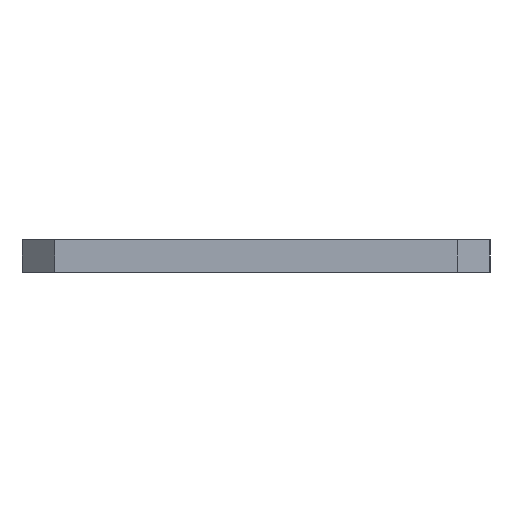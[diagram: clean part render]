
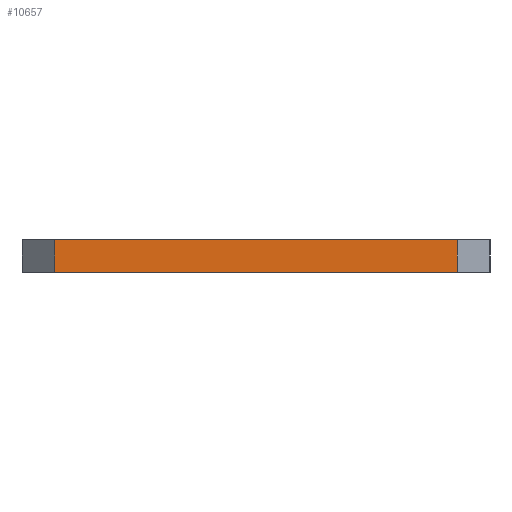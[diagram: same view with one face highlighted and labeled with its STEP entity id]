
A CAD part, left-side view. The second image highlights one B-rep face of the part: STEP entity #10657.
In plain terms, the highlighted planar face has unit normal (-1, 0, 0).
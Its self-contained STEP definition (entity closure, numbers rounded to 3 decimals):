
#509 = AXIS2_PLACEMENT_3D ( 'NONE', #7028, #10360, #3699 ) ;
#922 = DIRECTION ( 'NONE',  ( 0., 0., -1. ) ) ;
#994 = DIRECTION ( 'NONE',  ( 0., 0., 1. ) ) ;
#1053 = VECTOR ( 'NONE', #3750, 1000. ) ;
#1416 = VERTEX_POINT ( 'NONE', #11893 ) ;
#1511 = LINE ( 'NONE', #8759, #8122 ) ;
#2403 = CARTESIAN_POINT ( 'NONE',  ( 0., 66.16, 0. ) ) ;
#2580 = PLANE ( 'NONE',  #509 ) ;
#3203 = VERTEX_POINT ( 'NONE', #13817 ) ;
#3699 = DIRECTION ( 'NONE',  ( 0., 0., -1. ) ) ;
#3750 = DIRECTION ( 'NONE',  ( 0., -1., 0. ) ) ;
#3752 = DIRECTION ( 'NONE',  ( 0., -1., 0. ) ) ;
#3816 = ORIENTED_EDGE ( 'NONE', *, *, #8023, .T. ) ;
#3980 = LINE ( 'NONE', #4830, #1053 ) ;
#4380 = LINE ( 'NONE', #11557, #10288 ) ;
#4667 = VECTOR ( 'NONE', #922, 1000. ) ;
#4830 = CARTESIAN_POINT ( 'NONE',  ( 0., 0., 5. ) ) ;
#5292 = EDGE_CURVE ( 'NONE', #12724, #1416, #4380, .T. ) ;
#5348 = CARTESIAN_POINT ( 'NONE',  ( 0., 66.16, 5. ) ) ;
#6059 = FACE_OUTER_BOUND ( 'NONE', #9781, .T. ) ;
#6760 = ORIENTED_EDGE ( 'NONE', *, *, #14268, .F. ) ;
#7028 = CARTESIAN_POINT ( 'NONE',  ( 0., 0., 5. ) ) ;
#7328 = CARTESIAN_POINT ( 'NONE',  ( 0., 66.16, 5. ) ) ;
#7480 = EDGE_CURVE ( 'NONE', #12382, #12724, #7628, .T. ) ;
#7628 = LINE ( 'NONE', #5348, #4667 ) ;
#8023 = EDGE_CURVE ( 'NONE', #1416, #3203, #1511, .T. ) ;
#8122 = VECTOR ( 'NONE', #994, 1000. ) ;
#8759 = CARTESIAN_POINT ( 'NONE',  ( 0., 5., 5. ) ) ;
#9781 = EDGE_LOOP ( 'NONE', ( #11038, #3816, #6760, #10795 ) ) ;
#10288 = VECTOR ( 'NONE', #3752, 1000. ) ;
#10360 = DIRECTION ( 'NONE',  ( 1., 0., 0. ) ) ;
#10657 = ADVANCED_FACE ( 'NONE', ( #6059 ), #2580, .F. ) ;
#10795 = ORIENTED_EDGE ( 'NONE', *, *, #7480, .T. ) ;
#11038 = ORIENTED_EDGE ( 'NONE', *, *, #5292, .T. ) ;
#11557 = CARTESIAN_POINT ( 'NONE',  ( 0., 0., 0. ) ) ;
#11893 = CARTESIAN_POINT ( 'NONE',  ( 0., 5., 0. ) ) ;
#12382 = VERTEX_POINT ( 'NONE', #7328 ) ;
#12724 = VERTEX_POINT ( 'NONE', #2403 ) ;
#13817 = CARTESIAN_POINT ( 'NONE',  ( 0., 5., 5. ) ) ;
#14268 = EDGE_CURVE ( 'NONE', #12382, #3203, #3980, .T. ) ;
